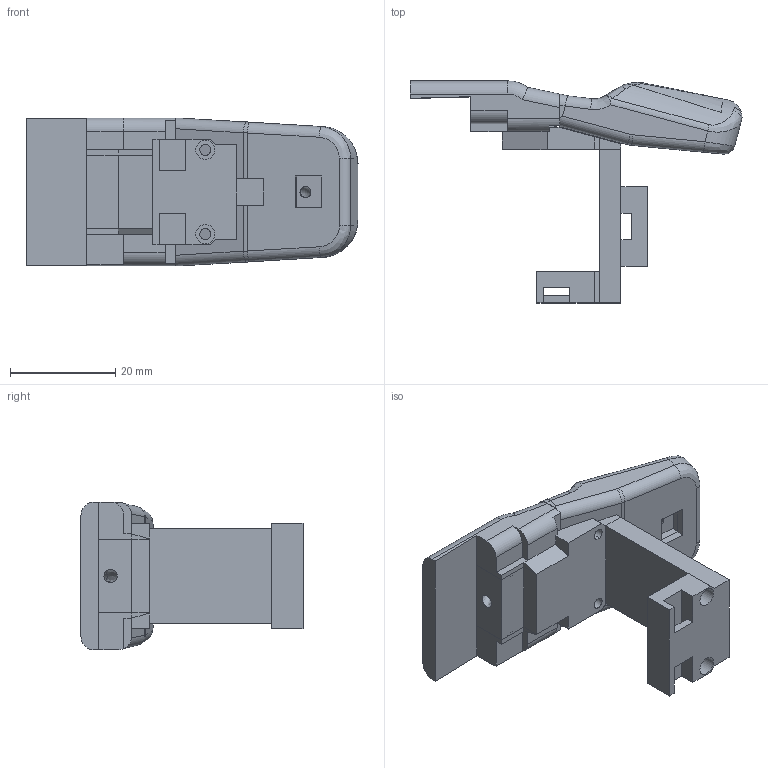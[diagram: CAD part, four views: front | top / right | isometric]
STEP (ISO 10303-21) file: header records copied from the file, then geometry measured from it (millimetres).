
FILE_DESCRIPTION(/* description */ (''),/* implementation_level */ '2;1');
FILE_NAME(/* name */ 'TO_PRINT_THUMB_ASSEMBLY_TOUCH.stp',/* time_stamp */ '2024-12-31T16:22:58-05:00',/* author */ ('Kenny'),/* organization */ (''),/* preprocessor_version */ 'ST-DEVELOPER v20',/* originating_system */ 'Autodesk Inventor 2025',/* authorisation */ '');
FILE_SCHEMA (('AUTOMOTIVE_DESIGN { 1 0 10303 214 3 1 1 }'));
Length unit declared in the file: millimetre
Products named in the file (6): thumb_assembly; thumb_mcp_pip; new_mcp_pip_channel; hard_parts; thumb_tip_hard; thumb_tip
Assembly tree (5 placements, depth 2):
  thumb_assembly
    thumb_mcp_pip
    new_mcp_pip_channel
    hard_parts
    thumb_tip_hard
    thumb_tip
Bounding box: 62.96 x 42.1 x 28 mm (x, y, z)
Volume: 17220.4 mm3; surface area: 13311.5 mm2
Topology: 5 solids, 5 shells, 390 faces, 1132 edges, 735 vertices
Faces by surface type: plane 266, cylinder 77, bspline 41, torus 5, sphere 1
Full cylindrical faces by diameter (mm): 0.01 x1, 2.1 x4, 3.6 x4, 5.2 x2
Entity records: 15262 total; most frequent: CARTESIAN_POINT 4786, ORIENTED_EDGE 2256, DIRECTION 1979, EDGE_CURVE 1128, LINE 799, VECTOR 799, VERTEX_POINT 733, AXIS2_PLACEMENT_3D 590
